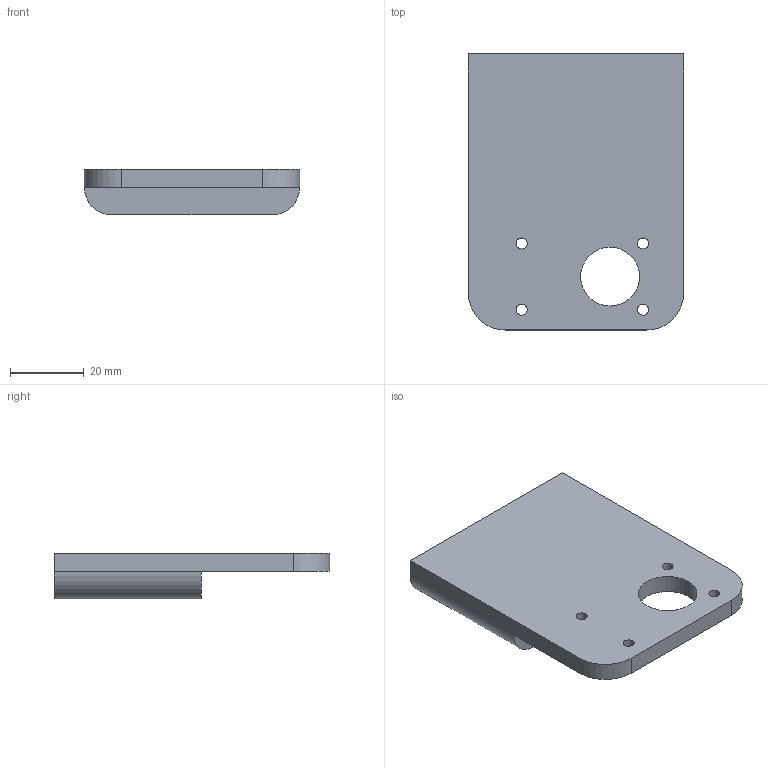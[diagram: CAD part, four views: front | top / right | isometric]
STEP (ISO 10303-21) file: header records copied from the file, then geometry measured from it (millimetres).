
FILE_DESCRIPTION (( 'STEP AP214' ), '1' );
FILE_NAME ('Spur Servo Mount.STEP', '2025-04-13T06:39:28', ( '' ), ( '' ), 'SwSTEP 2.0', 'SolidWorks 2022', '' );
FILE_SCHEMA (( 'AUTOMOTIVE_DESIGN' ));
Length unit declared in the file: millimetre
Products named in the file (1): Spur Servo Mount
Bounding box: 58.5 x 75 x 12.5 mm (x, y, z)
Volume: 37091 mm3; surface area: 11217.2 mm2
Topology: 1 solids, 1 shells, 30 faces, 78 edges, 48 vertices
Faces by surface type: cylinder 18, plane 8, cone 4
Entity records: 956 total; most frequent: DIRECTION 172, CARTESIAN_POINT 153, ORIENTED_EDGE 148, EDGE_CURVE 74, AXIS2_PLACEMENT_3D 67, VERTEX_POINT 48, EDGE_LOOP 42, VECTOR 38
